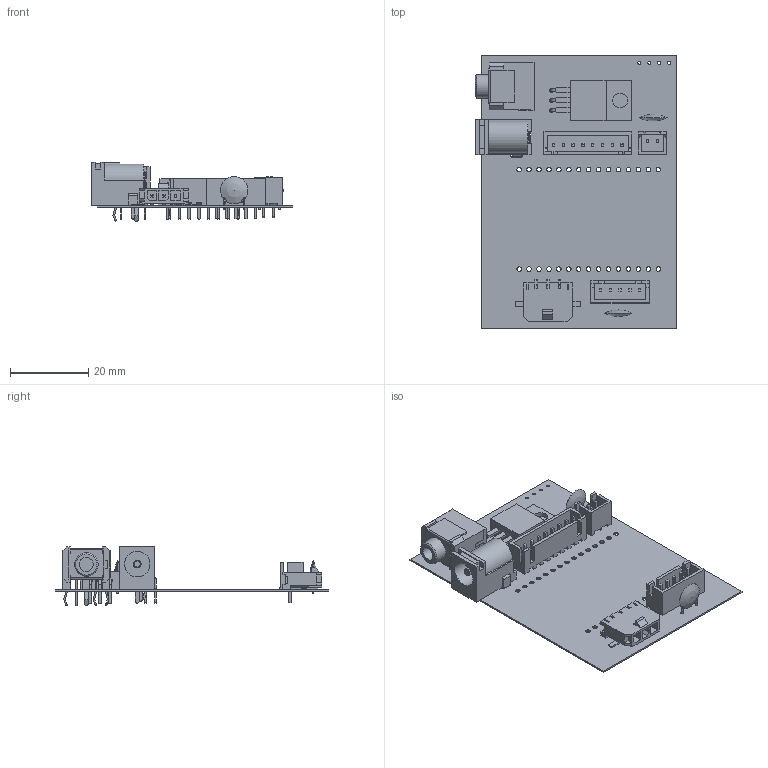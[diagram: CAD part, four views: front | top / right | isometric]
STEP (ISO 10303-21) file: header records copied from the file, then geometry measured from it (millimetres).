
FILE_DESCRIPTION(/* description */ ('STEP AP242','CAx-IF Rec.Pracs.---Representation and Presentation of Product Manufacturing Information (PMI)---4.0---2014-10-13','CAx-IF Rec.Pracs.---3D Tessellated Geometry---0.4---2014-09-14','2;1'),/* implementation_level */ '2;1');
FILE_NAME(/* name */ '641a4da29e5e393046e7ce9f',/* time_stamp */ '2023-03-22T00:36:52+00:00',/* author */ (''),/* organization */ (''),/* preprocessor_version */ 'ST-DEVELOPER v18.102',/* originating_system */ ' ',/* authorisation */ ' ');
FILE_SCHEMA (('AP242_MANAGED_MODEL_BASED_3D_ENGINEERING_MIM_LF { 1 0 10303 442 1 1 4 }'));
Length unit declared in the file: metre
Products named in the file (35): PCB; C2 <1>; User Library-Ceramic Disc Capacitor 0_2in pitch(1); SEN2 <1>; 436500312 <1>; Open CASCADE STEP translator 7.5 1.9.1.1; Board <1>; Open CASCADE STEP translator 7.5 1.1.1; J2 <1>; JST-XH - 2Pin v1; C1 <1>; X1 <1>; pj-102a; CN1 <1>; B5B-XH-A; VR1 <1>; TO229; J3 <1>; User Library-B8B-XH-A; J1 <1>; CUI_SJ1-3545N
Assembly tree (35 placements, depth 4):
  PCB
    C2 <1>
      User Library-Ceramic Disc Capacitor 0_2in pitch(1)
    SEN2 <1>
      436500312 <1>
        Open CASCADE STEP translator 7.5 1.9.1.1
        Open CASCADE STEP translator 7.5 1.9.1.1
    Board <1>
      Open CASCADE STEP translator 7.5 1.1.1
    J2 <1>
      JST-XH - 2Pin v1
    C1 <1>
      User Library-Ceramic Disc Capacitor 0_2in pitch(1)
    X1 <1>
      pj-102a
    CN1 <1>
      B5B-XH-A
    VR1 <1>
      TO229
      TO229
      TO229
      TO229
    J3 <1>
      User Library-B8B-XH-A
      User Library-B8B-XH-A
      User Library-B8B-XH-A
      User Library-B8B-XH-A
      User Library-B8B-XH-A
      User Library-B8B-XH-A
      User Library-B8B-XH-A
      User Library-B8B-XH-A
      User Library-B8B-XH-A
    J1 <1>
      CUI_SJ1-3545N
      CUI_SJ1-3545N
      CUI_SJ1-3545N
Bounding box: 51.57 x 70 x 15.1 mm (x, y, z)
Volume: 4932.2 mm3; surface area: 12875.3 mm2
Topology: 17 solids, 44 shells, 1216 faces, 3205 edges, 2086 vertices
Faces by surface type: plane 985, cylinder 171, bspline 54, sphere 4, cone 2
Full cylindrical faces by diameter (mm): 0.343 x4, 0.736 x4, 0.762 x4, 0.9 x13, 1 x3, 1.016 x5, 1.144 x30, 1.6 x3, 2 x1, 3.6 x1, 3.8 x1, 6 x1, 6.5 x1
Entity records: 39309 total; most frequent: CARTESIAN_POINT 7683, ORIENTED_EDGE 6052, DIRECTION 5667, EDGE_CURVE 3066, LINE 2611, VECTOR 2611, VERTEX_POINT 2042, AXIS2_PLACEMENT_3D 1528
